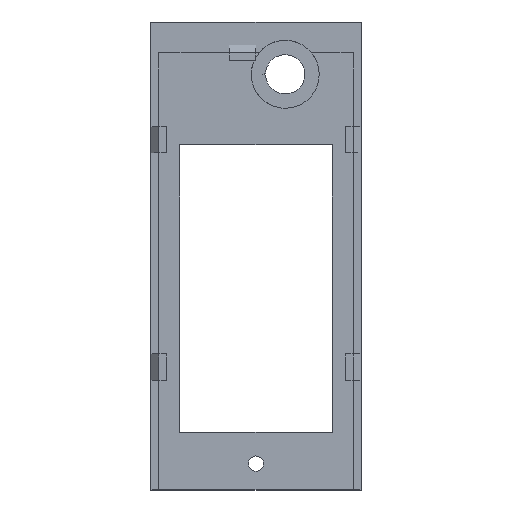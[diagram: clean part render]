
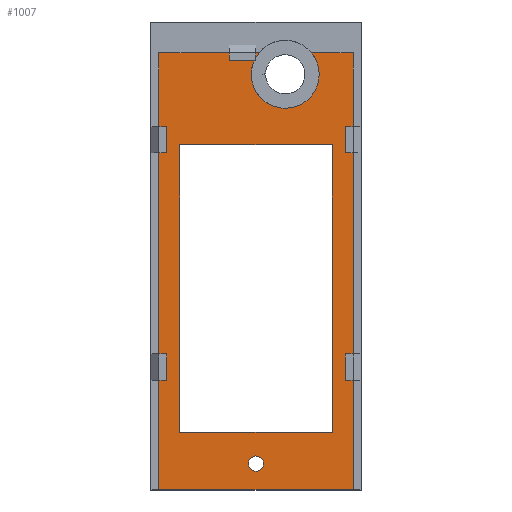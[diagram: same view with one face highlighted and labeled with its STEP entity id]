
A CAD part, top view. The second image highlights one B-rep face of the part: STEP entity #1007.
In plain terms, the highlighted planar face has unit normal (0, 0, 1).
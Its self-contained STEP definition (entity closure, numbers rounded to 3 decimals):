
#19=FACE_BOUND('',#181,.T.);
#20=FACE_BOUND('',#182,.T.);
#69=PLANE('',#1068);
#122=FACE_OUTER_BOUND('',#180,.T.);
#180=EDGE_LOOP('',(#916,#917,#918,#919,#920,#921,#922));
#181=EDGE_LOOP('',(#923));
#182=EDGE_LOOP('',(#924,#925,#926,#927));
#191=LINE('',#1349,#321);
#200=LINE('',#1368,#330);
#287=LINE('',#1542,#417);
#293=LINE('',#1553,#423);
#298=LINE('',#1560,#428);
#303=LINE('',#1576,#433);
#306=LINE('',#1581,#436);
#311=LINE('',#1595,#441);
#312=LINE('',#1598,#442);
#321=VECTOR('',#1090,10.);
#330=VECTOR('',#1101,10.);
#417=VECTOR('',#1248,10.);
#423=VECTOR('',#1256,10.);
#428=VECTOR('',#1263,10.);
#433=VECTOR('',#1288,10.);
#436=VECTOR('',#1293,10.);
#441=VECTOR('',#1312,10.);
#442=VECTOR('',#1315,10.);
#446=CIRCLE('',#1014,2.9);
#451=CIRCLE('',#1069,13.);
#452=CIRCLE('',#1070,13.);
#454=VERTEX_POINT('',#1333);
#460=VERTEX_POINT('',#1346);
#461=VERTEX_POINT('',#1348);
#469=VERTEX_POINT('',#1365);
#470=VERTEX_POINT('',#1367);
#527=VERTEX_POINT('',#1540);
#530=VERTEX_POINT('',#1550);
#531=VERTEX_POINT('',#1552);
#533=VERTEX_POINT('',#1575);
#534=VERTEX_POINT('',#1579);
#537=VERTEX_POINT('',#1597);
#538=VERTEX_POINT('',#1599);
#540=EDGE_CURVE('',#454,#454,#446,.T.);
#547=EDGE_CURVE('',#460,#461,#191,.T.);
#556=EDGE_CURVE('',#470,#469,#200,.T.);
#645=EDGE_CURVE('',#527,#460,#287,.T.);
#651=EDGE_CURVE('',#530,#531,#293,.T.);
#656=EDGE_CURVE('',#461,#530,#298,.T.);
#661=EDGE_CURVE('',#533,#470,#303,.T.);
#664=EDGE_CURVE('',#534,#469,#306,.T.);
#670=EDGE_CURVE('',#533,#534,#311,.T.);
#671=EDGE_CURVE('',#537,#527,#312,.T.);
#672=EDGE_CURVE('',#537,#538,#451,.T.);
#673=EDGE_CURVE('',#538,#531,#452,.T.);
#916=ORIENTED_EDGE('',*,*,#656,.F.);
#917=ORIENTED_EDGE('',*,*,#547,.F.);
#918=ORIENTED_EDGE('',*,*,#645,.F.);
#919=ORIENTED_EDGE('',*,*,#671,.F.);
#920=ORIENTED_EDGE('',*,*,#672,.T.);
#921=ORIENTED_EDGE('',*,*,#673,.T.);
#922=ORIENTED_EDGE('',*,*,#651,.F.);
#923=ORIENTED_EDGE('',*,*,#540,.T.);
#924=ORIENTED_EDGE('',*,*,#664,.F.);
#925=ORIENTED_EDGE('',*,*,#670,.F.);
#926=ORIENTED_EDGE('',*,*,#661,.T.);
#927=ORIENTED_EDGE('',*,*,#556,.T.);
#1007=ADVANCED_FACE('',(#122,#19,#20),#69,.T.);
#1014=AXIS2_PLACEMENT_3D('',#1334,#1079,#1080);
#1068=AXIS2_PLACEMENT_3D('',#1596,#1313,#1314);
#1069=AXIS2_PLACEMENT_3D('',#1600,#1316,#1317);
#1070=AXIS2_PLACEMENT_3D('',#1601,#1318,#1319);
#1079=DIRECTION('center_axis',(0.,0.,-1.));
#1080=DIRECTION('ref_axis',(-1.,0.,0.));
#1090=DIRECTION('',(-1.,0.,0.));
#1101=DIRECTION('',(-1.,0.,0.));
#1248=DIRECTION('',(0.,-1.,0.));
#1256=DIRECTION('',(1.,0.,0.));
#1263=DIRECTION('',(0.,1.,0.));
#1288=DIRECTION('',(0.,-1.,0.));
#1293=DIRECTION('',(0.,-1.,0.));
#1312=DIRECTION('',(-1.,0.,0.));
#1313=DIRECTION('center_axis',(0.,0.,1.));
#1314=DIRECTION('ref_axis',(-1.,0.,0.));
#1315=DIRECTION('',(1.,0.,0.));
#1316=DIRECTION('center_axis',(0.,0.,-1.));
#1317=DIRECTION('ref_axis',(-1.,0.,0.));
#1318=DIRECTION('center_axis',(0.,0.,-1.));
#1319=DIRECTION('ref_axis',(-1.,0.,0.));
#1333=CARTESIAN_POINT('',(-11.783,-148.98,10.2));
#1334=CARTESIAN_POINT('Origin',(-14.683,-148.98,10.2));
#1346=CARTESIAN_POINT('',(22.492,-159.08,10.2));
#1348=CARTESIAN_POINT('',(-51.858,-159.08,10.2));
#1349=CARTESIAN_POINT('',(25.492,-159.08,10.2));
#1365=CARTESIAN_POINT('',(-43.858,-137.08,10.2));
#1367=CARTESIAN_POINT('',(14.492,-137.08,10.2));
#1368=CARTESIAN_POINT('',(25.492,-137.08,10.2));
#1540=CARTESIAN_POINT('',(22.492,8.12,10.2));
#1542=CARTESIAN_POINT('',(22.492,4.02,10.2));
#1550=CARTESIAN_POINT('',(-51.858,8.12,10.2));
#1552=CARTESIAN_POINT('',(-13.596,8.12,10.2));
#1553=CARTESIAN_POINT('',(-27.683,8.12,10.2));
#1560=CARTESIAN_POINT('',(-51.858,-8.58,10.2));
#1575=CARTESIAN_POINT('',(14.492,-27.08,10.2));
#1576=CARTESIAN_POINT('',(14.492,-27.08,10.2));
#1579=CARTESIAN_POINT('',(-43.858,-27.08,10.2));
#1581=CARTESIAN_POINT('',(-43.858,-27.08,10.2));
#1595=CARTESIAN_POINT('',(-51.858,-27.08,10.2));
#1596=CARTESIAN_POINT('Origin',(-3.508,-0.08,10.2));
#1597=CARTESIAN_POINT('',(6.579,8.12,10.2));
#1598=CARTESIAN_POINT('',(1.535,8.12,10.2));
#1599=CARTESIAN_POINT('',(9.492,-0.08,10.2));
#1600=CARTESIAN_POINT('Origin',(-3.508,-0.08,10.2));
#1601=CARTESIAN_POINT('Origin',(-3.508,-0.08,10.2));
